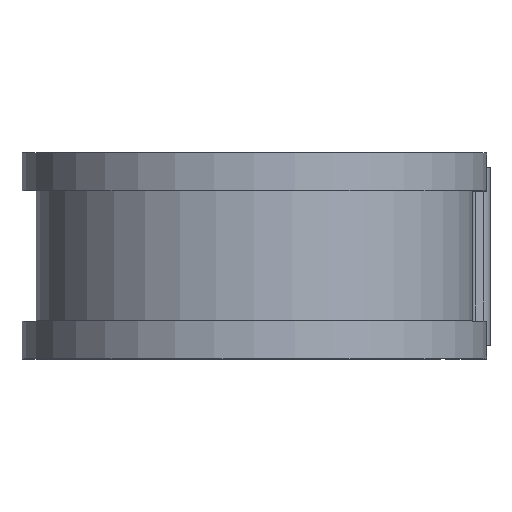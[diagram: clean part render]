
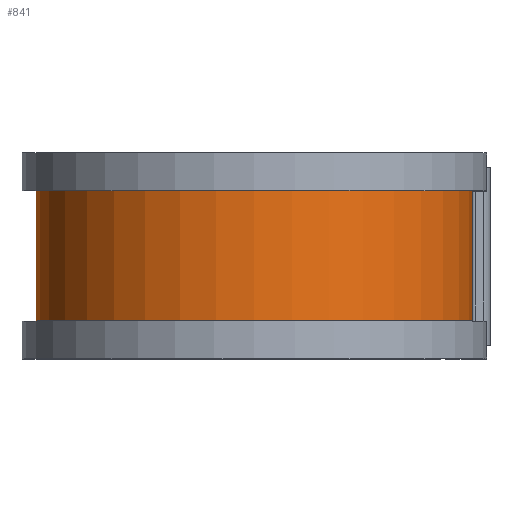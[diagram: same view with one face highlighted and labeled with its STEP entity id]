
A CAD part, top view. The second image highlights one B-rep face of the part: STEP entity #841.
In plain terms, the highlighted cylindrical face has radius 23.381 mm (diameter 46.761 mm), a partial arc.
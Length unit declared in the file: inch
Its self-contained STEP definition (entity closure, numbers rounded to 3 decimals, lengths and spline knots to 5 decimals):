
#15 = CARTESIAN_POINT ( 'NONE',  ( 0., 0.275, 0. ) ) ;
#26 = VECTOR ( 'NONE', #860, 39.37008 ) ;
#27 = LINE ( 'NONE', #790, #26 ) ;
#40 = CIRCLE ( 'NONE', #314, 0.9205 ) ;
#95 = CARTESIAN_POINT ( 'NONE',  ( 0., 0.375, 0. ) ) ;
#99 = DIRECTION ( 'NONE',  ( 0., -1., 0. ) ) ;
#145 = DIRECTION ( 'NONE',  ( 0., -1., 0. ) ) ;
#231 = DIRECTION ( 'NONE',  ( 0., 0., -1. ) ) ;
#249 = DIRECTION ( 'NONE',  ( 0., 0., -1. ) ) ;
#261 = CARTESIAN_POINT ( 'NONE',  ( 0., -0.275, -0.9205 ) ) ;
#304 = CARTESIAN_POINT ( 'NONE',  ( 0., -0.275, 0. ) ) ;
#306 = EDGE_LOOP ( 'NONE', ( #345, #1525, #988, #1686 ) ) ;
#314 = AXIS2_PLACEMENT_3D ( 'NONE', #15, #99, #231 ) ;
#320 = VERTEX_POINT ( 'NONE', #415 ) ;
#330 = EDGE_CURVE ( 'NONE', #1330, #320, #40, .T. ) ;
#341 = CARTESIAN_POINT ( 'NONE',  ( 0., 0.375, -0.9205 ) ) ;
#345 = ORIENTED_EDGE ( 'NONE', *, *, #373, .F. ) ;
#369 = VERTEX_POINT ( 'NONE', #261 ) ;
#373 = EDGE_CURVE ( 'NONE', #1330, #869, #27, .T. ) ;
#374 = CARTESIAN_POINT ( 'NONE',  ( 0.9205, 0.275, 0. ) ) ;
#415 = CARTESIAN_POINT ( 'NONE',  ( 0., 0.275, -0.9205 ) ) ;
#426 = DIRECTION ( 'NONE',  ( 0., 0., -1. ) ) ;
#430 = EDGE_CURVE ( 'NONE', #320, #369, #1495, .T. ) ;
#702 = CIRCLE ( 'NONE', #1488, 0.9205 ) ;
#790 = CARTESIAN_POINT ( 'NONE',  ( 0.9205, 0.375, 0. ) ) ;
#841 = ADVANCED_FACE ( 'NONE', ( #1490 ), #1487, .T. ) ;
#860 = DIRECTION ( 'NONE',  ( 0., -1., 0. ) ) ;
#869 = VERTEX_POINT ( 'NONE', #1021 ) ;
#988 = ORIENTED_EDGE ( 'NONE', *, *, #430, .T. ) ;
#1008 = DIRECTION ( 'NONE',  ( 0., -1., 0. ) ) ;
#1021 = CARTESIAN_POINT ( 'NONE',  ( 0.9205, -0.275, 0. ) ) ;
#1207 = DIRECTION ( 'NONE',  ( 0., -1., 0. ) ) ;
#1330 = VERTEX_POINT ( 'NONE', #374 ) ;
#1335 = AXIS2_PLACEMENT_3D ( 'NONE', #95, #1008, #249 ) ;
#1460 = VECTOR ( 'NONE', #145, 39.37008 ) ;
#1487 = CYLINDRICAL_SURFACE ( 'NONE', #1335, 0.9205 ) ;
#1488 = AXIS2_PLACEMENT_3D ( 'NONE', #304, #1207, #426 ) ;
#1490 = FACE_OUTER_BOUND ( 'NONE', #306, .T. ) ;
#1495 = LINE ( 'NONE', #341, #1460 ) ;
#1525 = ORIENTED_EDGE ( 'NONE', *, *, #330, .T. ) ;
#1676 = EDGE_CURVE ( 'NONE', #869, #369, #702, .T. ) ;
#1686 = ORIENTED_EDGE ( 'NONE', *, *, #1676, .F. ) ;
